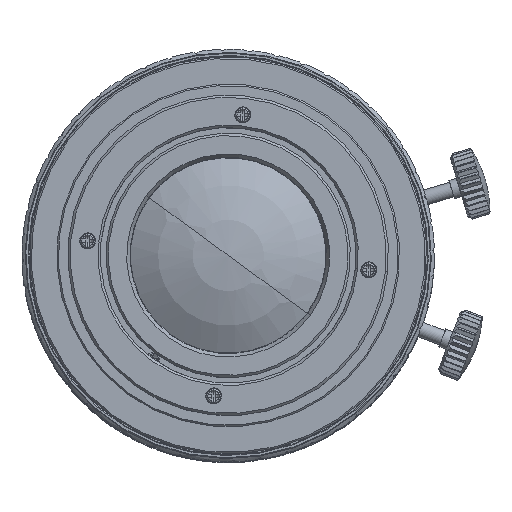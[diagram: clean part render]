
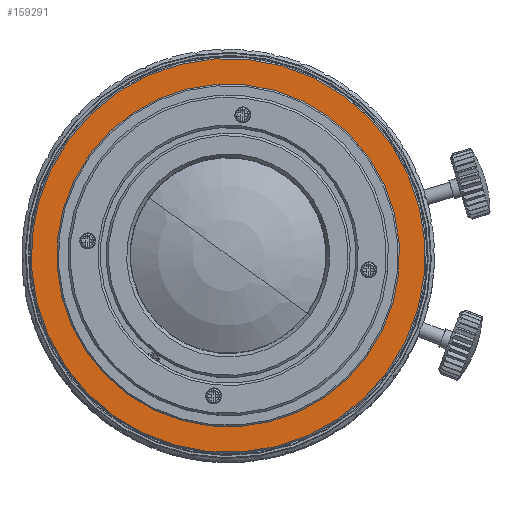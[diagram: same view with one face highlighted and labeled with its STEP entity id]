
A CAD part, top view. The second image highlights one B-rep face of the part: STEP entity #159291.
In plain terms, the highlighted planar face has unit normal (0, 0, 1).
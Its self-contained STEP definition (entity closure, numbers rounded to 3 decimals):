
#159247 = VERTEX_POINT('',#159248);
#159248 = CARTESIAN_POINT('',(-22.45,0.,-0.5));
#159254 = EDGE_CURVE('',#159247,#159255,#159257,.T.);
#159255 = VERTEX_POINT('',#159256);
#159256 = CARTESIAN_POINT('',(22.45,0.,-0.5));
#159257 = CIRCLE('',#159258,22.45);
#159258 = AXIS2_PLACEMENT_3D('',#159259,#159260,#159261);
#159259 = CARTESIAN_POINT('',(0.,0.,-0.5));
#159260 = DIRECTION('',(0.,0.,1.));
#159261 = DIRECTION('',(-1.,0.,0.));
#159277 = EDGE_CURVE('',#159255,#159247,#159278,.T.);
#159278 = CIRCLE('',#159279,22.45);
#159279 = AXIS2_PLACEMENT_3D('',#159280,#159281,#159282);
#159280 = CARTESIAN_POINT('',(0.,0.,-0.5));
#159281 = DIRECTION('',(0.,0.,1.));
#159282 = DIRECTION('',(1.,0.,-0.));
#159291 = ADVANCED_FACE('',(#159292,#159330),#159334,.T.);
#159292 = FACE_BOUND('',#159293,.F.);
#159293 = EDGE_LOOP('',(#159294,#159305,#159314,#159323));
#159294 = ORIENTED_EDGE('',*,*,#159295,.T.);
#159295 = EDGE_CURVE('',#159296,#159298,#159300,.T.);
#159296 = VERTEX_POINT('',#159297);
#159297 = CARTESIAN_POINT('',(25.8,0.,-0.5));
#159298 = VERTEX_POINT('',#159299);
#159299 = CARTESIAN_POINT('',(0.,-25.8,-0.5)
  );
#159300 = CIRCLE('',#159301,25.8);
#159301 = AXIS2_PLACEMENT_3D('',#159302,#159303,#159304);
#159302 = CARTESIAN_POINT('',(0.,0.,-0.5));
#159303 = DIRECTION('',(0.,0.,-1.));
#159304 = DIRECTION('',(1.,0.,0.));
#159305 = ORIENTED_EDGE('',*,*,#159306,.T.);
#159306 = EDGE_CURVE('',#159298,#159307,#159309,.T.);
#159307 = VERTEX_POINT('',#159308);
#159308 = CARTESIAN_POINT('',(-25.8,0.,-0.5));
#159309 = CIRCLE('',#159310,25.8);
#159310 = AXIS2_PLACEMENT_3D('',#159311,#159312,#159313);
#159311 = CARTESIAN_POINT('',(0.,0.,-0.5));
#159312 = DIRECTION('',(0.,0.,-1.));
#159313 = DIRECTION('',(0.,-1.,0.));
#159314 = ORIENTED_EDGE('',*,*,#159315,.T.);
#159315 = EDGE_CURVE('',#159307,#159316,#159318,.T.);
#159316 = VERTEX_POINT('',#159317);
#159317 = CARTESIAN_POINT('',(0.,25.8,-0.5));
#159318 = CIRCLE('',#159319,25.8);
#159319 = AXIS2_PLACEMENT_3D('',#159320,#159321,#159322);
#159320 = CARTESIAN_POINT('',(0.,0.,-0.5));
#159321 = DIRECTION('',(0.,0.,-1.));
#159322 = DIRECTION('',(-1.,0.,0.));
#159323 = ORIENTED_EDGE('',*,*,#159324,.T.);
#159324 = EDGE_CURVE('',#159316,#159296,#159325,.T.);
#159325 = CIRCLE('',#159326,25.8);
#159326 = AXIS2_PLACEMENT_3D('',#159327,#159328,#159329);
#159327 = CARTESIAN_POINT('',(0.,0.,-0.5));
#159328 = DIRECTION('',(0.,0.,-1.));
#159329 = DIRECTION('',(0.,1.,0.));
#159330 = FACE_BOUND('',#159331,.F.);
#159331 = EDGE_LOOP('',(#159332,#159333));
#159332 = ORIENTED_EDGE('',*,*,#159254,.T.);
#159333 = ORIENTED_EDGE('',*,*,#159277,.T.);
#159334 = PLANE('',#159335);
#159335 = AXIS2_PLACEMENT_3D('',#159336,#159337,#159338);
#159336 = CARTESIAN_POINT('',(0.,0.,-0.5));
#159337 = DIRECTION('',(0.,0.,1.));
#159338 = DIRECTION('',(-1.,0.,0.));
